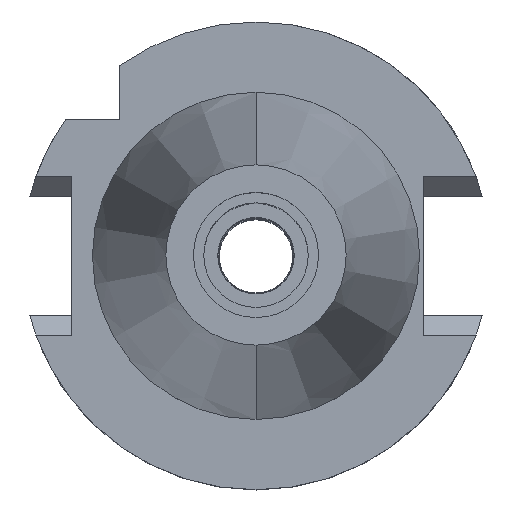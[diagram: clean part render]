
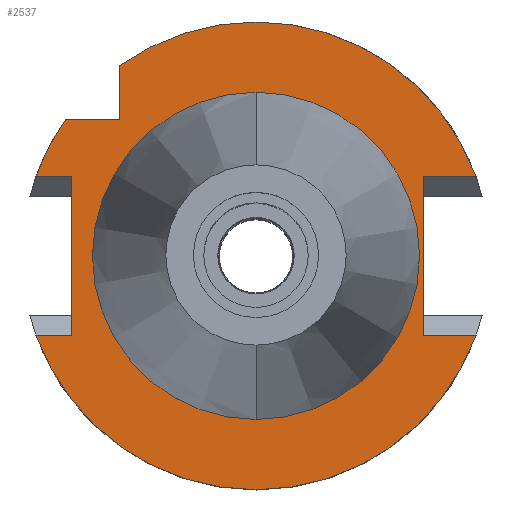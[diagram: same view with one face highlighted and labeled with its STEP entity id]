
A CAD part, top view. The second image highlights one B-rep face of the part: STEP entity #2537.
In plain terms, the highlighted planar face has unit normal (0, 0, 1).
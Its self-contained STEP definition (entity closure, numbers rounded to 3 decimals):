
#625=DIRECTION('',(0.,-1.,0.));
#626=VECTOR('',#625,7.334);
#627=CARTESIAN_POINT('',(-18.5,25.834,-1.));
#628=LINE('',#627,#626);
#774=DIRECTION('',(0.,-1.,0.));
#775=VECTOR('',#774,21.5);
#776=CARTESIAN_POINT('',(-25.,10.75,-1.));
#777=LINE('',#776,#775);
#847=DIRECTION('',(-1.,0.,0.));
#848=VECTOR('',#847,7.334);
#849=CARTESIAN_POINT('',(-18.5,18.5,-1.));
#850=LINE('',#849,#848);
#871=CARTESIAN_POINT('',(0.,0.,-1.));
#872=DIRECTION('',(0.,0.,-1.));
#873=DIRECTION('',(-0.582,0.813,0.));
#874=AXIS2_PLACEMENT_3D('',#871,#872,#873);
#879=CARTESIAN_POINT('',(0.,0.,-1.));
#880=DIRECTION('',(0.,0.,-1.));
#881=DIRECTION('',(0.,1.,0.));
#882=AXIS2_PLACEMENT_3D('',#879,#880,#881);
#887=DIRECTION('',(0.,-1.,0.));
#888=VECTOR('',#887,21.5);
#889=CARTESIAN_POINT('',(22.7,10.75,-1.));
#890=LINE('',#889,#888);
#894=DIRECTION('',(1.,0.,0.));
#895=VECTOR('',#894,7.201);
#896=CARTESIAN_POINT('',(22.7,-10.75,-1.));
#897=LINE('',#896,#895);
#901=CARTESIAN_POINT('',(0.,0.,-1.));
#902=DIRECTION('',(0.,0.,-1.));
#903=DIRECTION('',(0.941,-0.338,0.));
#904=AXIS2_PLACEMENT_3D('',#901,#902,#903);
#909=CARTESIAN_POINT('',(0.,0.,-1.));
#910=DIRECTION('',(0.,0.,-1.));
#911=DIRECTION('',(0.,-1.,0.));
#912=AXIS2_PLACEMENT_3D('',#909,#910,#911);
#917=DIRECTION('',(-1.,0.,0.));
#918=VECTOR('',#917,4.901);
#919=CARTESIAN_POINT('',(-25.,10.75,-1.));
#920=LINE('',#919,#918);
#924=CARTESIAN_POINT('',(0.,0.,-1.));
#925=DIRECTION('',(0.,0.,-1.));
#926=DIRECTION('',(-0.941,0.338,0.));
#927=AXIS2_PLACEMENT_3D('',#924,#925,#926);
#932=CARTESIAN_POINT('',(0.,0.,-1.));
#933=DIRECTION('',(0.,0.,1.));
#934=DIRECTION('',(0.,-1.,0.));
#935=AXIS2_PLACEMENT_3D('',#932,#933,#934);
#940=CARTESIAN_POINT('',(0.,0.,-1.));
#941=DIRECTION('',(0.,0.,1.));
#942=DIRECTION('',(0.,1.,0.));
#943=AXIS2_PLACEMENT_3D('',#940,#941,#942);
#965=CARTESIAN_POINT('',(29.901,10.75,-1.));
#1121=DIRECTION('',(1.,0.,0.));
#1122=VECTOR('',#1121,7.201);
#1123=CARTESIAN_POINT('',(22.7,10.75,-1.));
#1124=LINE('',#1123,#1122);
#1131=CARTESIAN_POINT('',(-29.901,-10.75,-1.));
#1165=DIRECTION('',(-1.,0.,0.));
#1166=VECTOR('',#1165,4.901);
#1167=CARTESIAN_POINT('',(-25.,-10.75,-1.));
#1168=LINE('',#1167,#1166);
#1630=CARTESIAN_POINT('',(-18.5,25.834,-1.));
#1631=VERTEX_POINT('',#1630);
#1632=CARTESIAN_POINT('',(-18.5,18.5,-1.));
#1633=VERTEX_POINT('',#1632);
#1663=CARTESIAN_POINT('',(-25.,10.75,-1.));
#1664=VERTEX_POINT('',#1663);
#1665=CARTESIAN_POINT('',(-25.,-10.75,-1.));
#1666=VERTEX_POINT('',#1665);
#1723=VERTEX_POINT('',#1131);
#1724=CARTESIAN_POINT('',(0.,-31.775,-1.));
#1725=VERTEX_POINT('',#1724);
#1726=CARTESIAN_POINT('',(29.901,-10.75,-1.));
#1727=VERTEX_POINT('',#1726);
#1731=VERTEX_POINT('',#965);
#1732=CARTESIAN_POINT('',(0.,31.775,-1.));
#1733=VERTEX_POINT('',#1732);
#1734=CARTESIAN_POINT('',(-25.834,18.5,-1.));
#1735=VERTEX_POINT('',#1734);
#1736=CARTESIAN_POINT('',(-29.901,10.75,-1.));
#1737=VERTEX_POINT('',#1736);
#1738=CARTESIAN_POINT('',(22.7,10.75,-1.));
#1739=VERTEX_POINT('',#1738);
#1740=CARTESIAN_POINT('',(22.7,-10.75,-1.));
#1741=VERTEX_POINT('',#1740);
#1742=CARTESIAN_POINT('',(0.,-22.225,-1.));
#1743=CARTESIAN_POINT('',(0.,22.225,-1.));
#1744=VERTEX_POINT('',#1742);
#1745=VERTEX_POINT('',#1743);
#2502=CARTESIAN_POINT('',(0.,0.,-1.));
#2503=DIRECTION('',(0.,0.,-1.));
#2504=DIRECTION('',(0.,-1.,0.));
#2505=AXIS2_PLACEMENT_3D('',#2502,#2503,#2504);
#2506=PLANE('',#2505);
#2507=ORIENTED_EDGE('',*,*,#2282,.F.);
#2509=ORIENTED_EDGE('',*,*,#2508,.T.);
#2511=ORIENTED_EDGE('',*,*,#2510,.T.);
#2513=ORIENTED_EDGE('',*,*,#2512,.F.);
#2514=ORIENTED_EDGE('',*,*,#2342,.T.);
#2516=ORIENTED_EDGE('',*,*,#2515,.T.);
#2518=ORIENTED_EDGE('',*,*,#2517,.T.);
#2520=ORIENTED_EDGE('',*,*,#2519,.T.);
#2522=ORIENTED_EDGE('',*,*,#2521,.F.);
#2523=ORIENTED_EDGE('',*,*,#2429,.F.);
#2525=ORIENTED_EDGE('',*,*,#2524,.T.);
#2527=ORIENTED_EDGE('',*,*,#2526,.T.);
#2528=ORIENTED_EDGE('',*,*,#2484,.F.);
#2529=EDGE_LOOP('',(#2507,#2509,#2511,#2513,#2514,#2516,#2518,#2520,#2522,#2523,
#2525,#2527,#2528));
#2530=FACE_OUTER_BOUND('',#2529,.F.);
#2532=ORIENTED_EDGE('',*,*,#2531,.T.);
#2534=ORIENTED_EDGE('',*,*,#2533,.T.);
#2535=EDGE_LOOP('',(#2532,#2534));
#2536=FACE_BOUND('',#2535,.F.);
#875=CIRCLE('',#874,31.775);
#883=CIRCLE('',#882,31.775);
#905=CIRCLE('',#904,31.775);
#913=CIRCLE('',#912,31.775);
#928=CIRCLE('',#927,31.775);
#936=CIRCLE('',#935,22.225);
#944=CIRCLE('',#943,22.225);
#2282=EDGE_CURVE('',#1631,#1633,#628,.T.);
#2342=EDGE_CURVE('',#1739,#1741,#890,.T.);
#2429=EDGE_CURVE('',#1664,#1666,#777,.T.);
#2484=EDGE_CURVE('',#1633,#1735,#850,.T.);
#2508=EDGE_CURVE('',#1631,#1733,#875,.T.);
#2510=EDGE_CURVE('',#1733,#1731,#883,.T.);
#2512=EDGE_CURVE('',#1739,#1731,#1124,.T.);
#2515=EDGE_CURVE('',#1741,#1727,#897,.T.);
#2517=EDGE_CURVE('',#1727,#1725,#905,.T.);
#2519=EDGE_CURVE('',#1725,#1723,#913,.T.);
#2521=EDGE_CURVE('',#1666,#1723,#1168,.T.);
#2524=EDGE_CURVE('',#1664,#1737,#920,.T.);
#2526=EDGE_CURVE('',#1737,#1735,#928,.T.);
#2531=EDGE_CURVE('',#1744,#1745,#936,.T.);
#2533=EDGE_CURVE('',#1745,#1744,#944,.T.);
#2537=ADVANCED_FACE('',(#2530,#2536),#2506,.F.);
